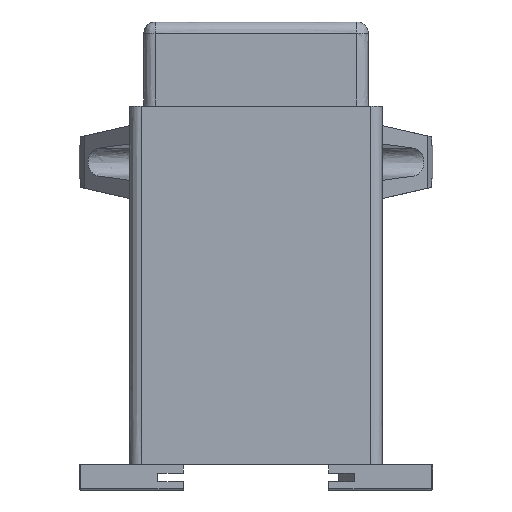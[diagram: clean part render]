
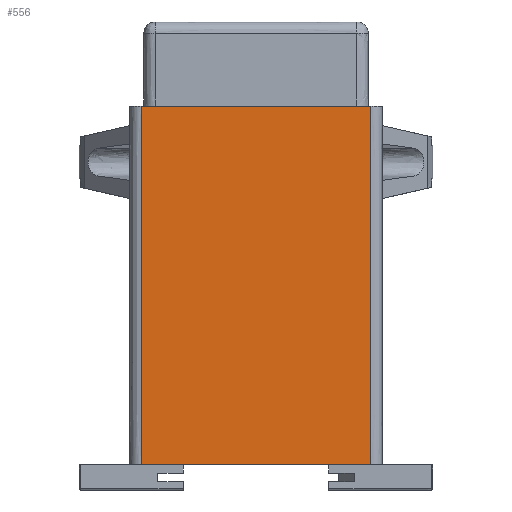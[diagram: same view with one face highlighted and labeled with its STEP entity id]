
A CAD part, left-side view. The second image highlights one B-rep face of the part: STEP entity #556.
In plain terms, the highlighted free-form (B-spline) face has degree [1, 1] with [2, 2] control points.
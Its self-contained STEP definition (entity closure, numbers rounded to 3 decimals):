
#556=ADVANCED_FACE($,(#997),#5610,.T.);
#997=FACE_OUTER_BOUND($,#1454,.T.);
#1454=EDGE_LOOP($,(#3445,#3446,#3447,#3448));
#3445=ORIENTED_EDGE($,*,*,#4523,.F.);
#3446=ORIENTED_EDGE($,*,*,#4603,.T.);
#3447=ORIENTED_EDGE($,*,*,#4518,.F.);
#3448=ORIENTED_EDGE($,*,*,#4609,.F.);
#4518=EDGE_CURVE($,#5244,#5240,#6555,.T.);
#4523=EDGE_CURVE($,#5249,#5255,#6560,.T.);
#4603=EDGE_CURVE($,#5249,#5240,#6632,.T.);
#4609=EDGE_CURVE($,#5255,#5244,#6638,.T.);
#5240=VERTEX_POINT($,#17703);
#5244=VERTEX_POINT($,#17707);
#5249=VERTEX_POINT($,#17712);
#5255=VERTEX_POINT($,#17718);
#5610=B_SPLINE_SURFACE_WITH_KNOTS($,1,1,((#17401,#17402),(#17403,#17404)),
.UNSPECIFIED.,.F.,.F.,.F.,(2,2),(2,2),(-128.,0.),(2.,43.),.UNSPECIFIED.);
#6555=B_SPLINE_CURVE_WITH_KNOTS($,1,(#16506,#16507),.UNSPECIFIED.,.F.,.F.,
(2,2),(2.,43.),.UNSPECIFIED.);
#6560=B_SPLINE_CURVE_WITH_KNOTS($,1,(#16614,#16615),.UNSPECIFIED.,.F.,.F.,
(2,2),(-43.,-2.),.UNSPECIFIED.);
#6632=B_SPLINE_CURVE_WITH_KNOTS($,3,(#16912,#16913,#16914,#16915),.UNSPECIFIED.,
.F.,.F.,(4,4),(0.,64.),.UNSPECIFIED.);
#6638=B_SPLINE_CURVE_WITH_KNOTS($,3,(#16936,#16937,#16938,#16939),.UNSPECIFIED.,
.F.,.F.,(4,4),(-64.,0.),.UNSPECIFIED.);
#16506=CARTESIAN_POINT($,(0.,2.,0.));
#16507=CARTESIAN_POINT($,(0.,43.,0.));
#16614=CARTESIAN_POINT($,(0.,43.,64.));
#16615=CARTESIAN_POINT($,(0.,2.,64.));
#16912=CARTESIAN_POINT($,(0.,43.,64.));
#16913=CARTESIAN_POINT($,(0.,43.,42.667));
#16914=CARTESIAN_POINT($,(0.,43.,21.333));
#16915=CARTESIAN_POINT($,(0.,43.,0.));
#16936=CARTESIAN_POINT($,(0.,2.,64.));
#16937=CARTESIAN_POINT($,(0.,2.,42.667));
#16938=CARTESIAN_POINT($,(0.,2.,21.333));
#16939=CARTESIAN_POINT($,(0.,2.,0.));
#17401=CARTESIAN_POINT($,(0.,2.,0.));
#17402=CARTESIAN_POINT($,(0.,43.,0.));
#17403=CARTESIAN_POINT($,(0.,2.,64.));
#17404=CARTESIAN_POINT($,(0.,43.,64.));
#17703=CARTESIAN_POINT($,(0.,43.,0.));
#17707=CARTESIAN_POINT($,(0.,2.,0.));
#17712=CARTESIAN_POINT($,(0.,43.,64.));
#17718=CARTESIAN_POINT($,(0.,2.,64.));
